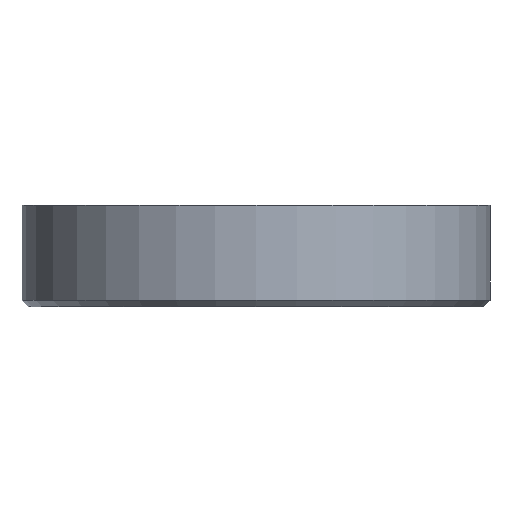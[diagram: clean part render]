
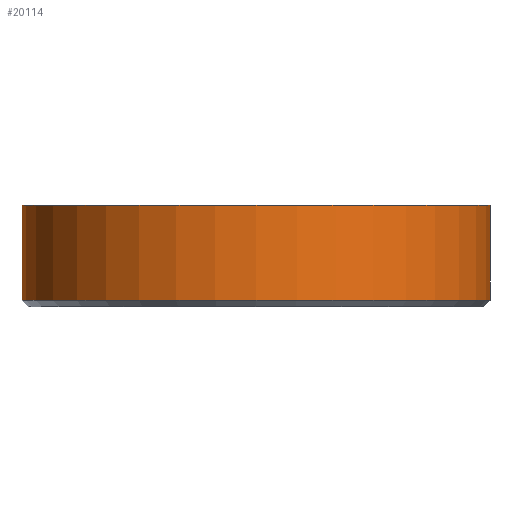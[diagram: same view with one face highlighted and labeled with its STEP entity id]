
A CAD part, front view. The second image highlights one B-rep face of the part: STEP entity #20114.
In plain terms, the highlighted cylindrical face has radius 71.5 mm (diameter 143 mm), a partial arc.
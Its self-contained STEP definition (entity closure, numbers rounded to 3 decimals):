
#430 = CARTESIAN_POINT ( 'NONE',  ( -71.5, 0., 31. ) ) ;
#848 = FACE_OUTER_BOUND ( 'NONE', #9598, .T. ) ;
#862 = LINE ( 'NONE', #20334, #16157 ) ;
#1105 = CARTESIAN_POINT ( 'NONE',  ( 0., 0., 2. ) ) ;
#2623 = DIRECTION ( 'NONE',  ( -1., 0., 0. ) ) ;
#3007 = DIRECTION ( 'NONE',  ( 0., 0., -1. ) ) ;
#3641 = EDGE_CURVE ( 'NONE', #22095, #16706, #18105, .T. ) ;
#3921 = DIRECTION ( 'NONE',  ( 0., 0., -1. ) ) ;
#3992 = ORIENTED_EDGE ( 'NONE', *, *, #3641, .T. ) ;
#4223 = LINE ( 'NONE', #430, #8422 ) ;
#6851 = EDGE_CURVE ( 'NONE', #7507, #16706, #862, .T. ) ;
#7507 = VERTEX_POINT ( 'NONE', #17507 ) ;
#8089 = CARTESIAN_POINT ( 'NONE',  ( 0., 0., 31. ) ) ;
#8126 = DIRECTION ( 'NONE',  ( 0., 0., -1. ) ) ;
#8422 = VECTOR ( 'NONE', #8126, 1000. ) ;
#8555 = CARTESIAN_POINT ( 'NONE',  ( 0., 0., 31. ) ) ;
#9049 = DIRECTION ( 'NONE',  ( 0., 0., 1. ) ) ;
#9598 = EDGE_LOOP ( 'NONE', ( #15879, #12959, #18661, #3992 ) ) ;
#10199 = AXIS2_PLACEMENT_3D ( 'NONE', #8555, #3921, #2623 ) ;
#10846 = AXIS2_PLACEMENT_3D ( 'NONE', #1105, #9049, #24119 ) ;
#11071 = CARTESIAN_POINT ( 'NONE',  ( -71.5, 0., 31. ) ) ;
#11184 = EDGE_CURVE ( 'NONE', #20251, #22095, #4223, .T. ) ;
#12959 = ORIENTED_EDGE ( 'NONE', *, *, #22478, .F. ) ;
#13155 = CARTESIAN_POINT ( 'NONE',  ( 71.5, 0., 2. ) ) ;
#13913 = DIRECTION ( 'NONE',  ( 1., 0., 0. ) ) ;
#15879 = ORIENTED_EDGE ( 'NONE', *, *, #6851, .F. ) ;
#15880 = CARTESIAN_POINT ( 'NONE',  ( -71.5, 0., 2. ) ) ;
#16157 = VECTOR ( 'NONE', #3007, 1000. ) ;
#16706 = VERTEX_POINT ( 'NONE', #13155 ) ;
#17507 = CARTESIAN_POINT ( 'NONE',  ( 71.5, 0., 31. ) ) ;
#18105 = CIRCLE ( 'NONE', #10846, 71.5 ) ;
#18661 = ORIENTED_EDGE ( 'NONE', *, *, #11184, .T. ) ;
#20114 = ADVANCED_FACE ( 'NONE', ( #848 ), #21248, .T. ) ;
#20251 = VERTEX_POINT ( 'NONE', #11071 ) ;
#20334 = CARTESIAN_POINT ( 'NONE',  ( 71.5, 0., 31. ) ) ;
#21248 = CYLINDRICAL_SURFACE ( 'NONE', #10199, 71.5 ) ;
#22095 = VERTEX_POINT ( 'NONE', #15880 ) ;
#22478 = EDGE_CURVE ( 'NONE', #20251, #7507, #25016, .T. ) ;
#23537 = DIRECTION ( 'NONE',  ( 0., 0., 1. ) ) ;
#24119 = DIRECTION ( 'NONE',  ( 1., 0., 0. ) ) ;
#24222 = AXIS2_PLACEMENT_3D ( 'NONE', #8089, #23537, #13913 ) ;
#25016 = CIRCLE ( 'NONE', #24222, 71.5 ) ;
